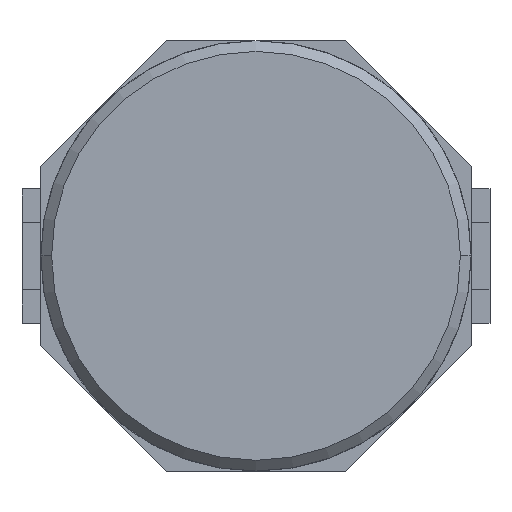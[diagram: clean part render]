
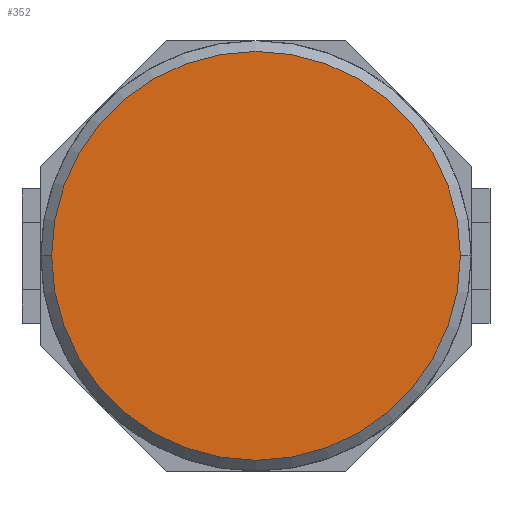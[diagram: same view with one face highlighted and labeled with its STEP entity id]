
A CAD part, top view. The second image highlights one B-rep face of the part: STEP entity #352.
In plain terms, the highlighted planar face has unit normal (0, 0, 1).
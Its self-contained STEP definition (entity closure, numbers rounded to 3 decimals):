
#64 = EDGE_LOOP ( 'NONE', ( #536, #213 ) ) ;
#80 = PLANE ( 'NONE',  #280 ) ;
#115 = DIRECTION ( 'NONE',  ( 1., 0., 0. ) ) ;
#213 = ORIENTED_EDGE ( 'NONE', *, *, #837, .T. ) ;
#280 = AXIS2_PLACEMENT_3D ( 'NONE', #471, #1220, #115 ) ;
#352 = ADVANCED_FACE ( 'NONE', ( #1497 ), #80, .T. ) ;
#430 = AXIS2_PLACEMENT_3D ( 'NONE', #836, #1344, #707 ) ;
#471 = CARTESIAN_POINT ( 'NONE',  ( 0., 0., 2.8 ) ) ;
#536 = ORIENTED_EDGE ( 'NONE', *, *, #692, .T. ) ;
#547 = CARTESIAN_POINT ( 'NONE',  ( 3.8, 0., 2.8 ) ) ;
#590 = CIRCLE ( 'NONE', #430, 3.8 ) ;
#692 = EDGE_CURVE ( 'NONE', #1470, #873, #590, .T. ) ;
#707 = DIRECTION ( 'NONE',  ( -1., 0., 0. ) ) ;
#836 = CARTESIAN_POINT ( 'NONE',  ( 0., 0., 2.8 ) ) ;
#837 = EDGE_CURVE ( 'NONE', #873, #1470, #1180, .T. ) ;
#873 = VERTEX_POINT ( 'NONE', #547 ) ;
#1143 = CARTESIAN_POINT ( 'NONE',  ( 0., 0., 2.8 ) ) ;
#1180 = CIRCLE ( 'NONE', #1537, 3.8 ) ;
#1220 = DIRECTION ( 'NONE',  ( 0., 0., 1. ) ) ;
#1255 = DIRECTION ( 'NONE',  ( -1., 0., 0. ) ) ;
#1344 = DIRECTION ( 'NONE',  ( 0., 0., 1. ) ) ;
#1470 = VERTEX_POINT ( 'NONE', #1499 ) ;
#1497 = FACE_OUTER_BOUND ( 'NONE', #64, .T. ) ;
#1499 = CARTESIAN_POINT ( 'NONE',  ( -3.8, 0., 2.8 ) ) ;
#1516 = DIRECTION ( 'NONE',  ( 0., 0., 1. ) ) ;
#1537 = AXIS2_PLACEMENT_3D ( 'NONE', #1143, #1516, #1255 ) ;
